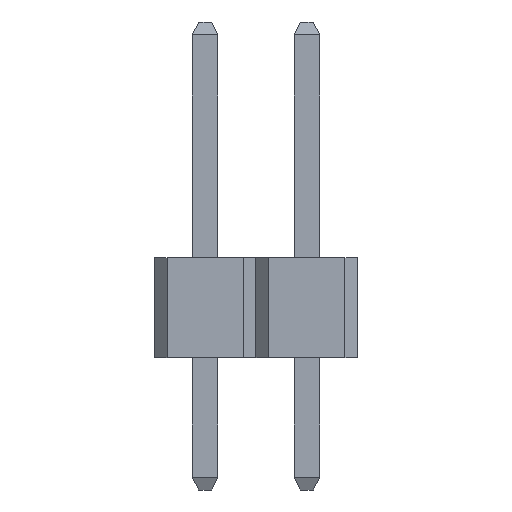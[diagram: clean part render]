
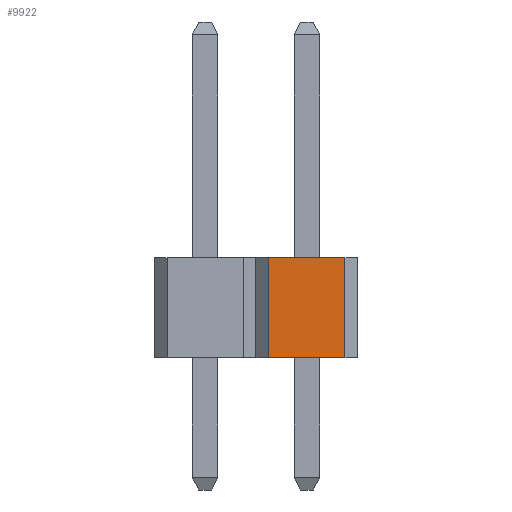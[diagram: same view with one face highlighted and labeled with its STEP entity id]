
A CAD part, left-side view. The second image highlights one B-rep face of the part: STEP entity #9922.
In plain terms, the highlighted planar face has unit normal (-1, 0, 0).
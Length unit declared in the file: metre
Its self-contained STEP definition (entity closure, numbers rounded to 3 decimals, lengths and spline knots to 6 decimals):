
#1956=ORIENTED_EDGE('',*,*,#3700,.T.);
#1957=ORIENTED_EDGE('',*,*,#3701,.T.);
#1958=ORIENTED_EDGE('',*,*,#3702,.F.);
#1959=ORIENTED_EDGE('',*,*,#3703,.T.);
#3700=EDGE_CURVE('',#4664,#4665,#5856,.T.);
#3701=EDGE_CURVE('',#4665,#4666,#5857,.T.);
#3702=EDGE_CURVE('',#4667,#4666,#5858,.T.);
#3703=EDGE_CURVE('',#4667,#4664,#5859,.T.);
#4664=VERTEX_POINT('',#15888);
#4665=VERTEX_POINT('',#15889);
#4666=VERTEX_POINT('',#15891);
#4667=VERTEX_POINT('',#15893);
#5856=LINE('',#15887,#7188);
#5857=LINE('',#15890,#7189);
#5858=LINE('',#15892,#7190);
#5859=LINE('',#15894,#7191);
#7188=VECTOR('',#13201,1.);
#7189=VECTOR('',#13202,1.);
#7190=VECTOR('',#13203,1.);
#7191=VECTOR('',#13204,1.);
#8060=EDGE_LOOP('',(#1956,#1957,#1958,#1959));
#8688=FACE_BOUND('',#8060,.T.);
#9316=PLANE('',#11117);
#9922=ADVANCED_FACE('',(#8688),#9316,.F.);
#11117=AXIS2_PLACEMENT_3D('',#15886,#13199,#13200);
#13199=DIRECTION('',(1.,0.,0.));
#13200=DIRECTION('',(0.,0.,-1.));
#13201=DIRECTION('',(0.,-1.,0.));
#13202=DIRECTION('',(0.,0.,1.));
#13203=DIRECTION('',(0.,-1.,0.));
#13204=DIRECTION('',(0.,0.,-1.));
#15886=CARTESIAN_POINT('',(-0.00127,0.,0.0025));
#15887=CARTESIAN_POINT('',(-0.00127,0.,0.));
#15888=CARTESIAN_POINT('',(-0.00127,0.00095,0.));
#15889=CARTESIAN_POINT('',(-0.00127,-0.00095,0.));
#15890=CARTESIAN_POINT('',(-0.00127,-0.00095,0.0025));
#15891=CARTESIAN_POINT('',(-0.00127,-0.00095,0.0025));
#15892=CARTESIAN_POINT('',(-0.00127,0.,0.0025));
#15893=CARTESIAN_POINT('',(-0.00127,0.00095,0.0025));
#15894=CARTESIAN_POINT('',(-0.00127,0.00095,0.));
